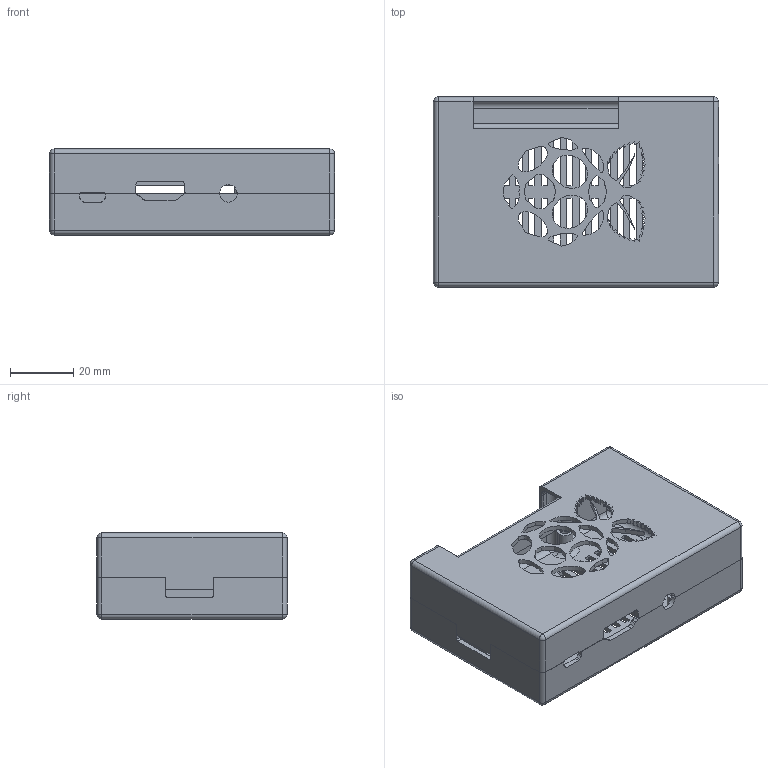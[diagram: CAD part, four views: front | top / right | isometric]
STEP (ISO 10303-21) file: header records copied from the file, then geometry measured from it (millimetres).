
FILE_DESCRIPTION (( 'STEP AP214' ), '1' );
FILE_NAME ('Raspberrypi b enclosure.STEP', '2018-04-19T10:49:30', ( '' ), ( '' ), 'SwSTEP 2.0', 'SolidWorks 2017', '' );
FILE_SCHEMA (( 'AUTOMOTIVE_DESIGN' ));
Length unit declared in the file: millimetre
Products named in the file (3): bottom_cover; Raspberrypi b enclosure; top_cover_2
Assembly tree (2 placements, depth 2):
  Raspberrypi b enclosure
    bottom_cover
    top_cover_2
Bounding box: 90 x 60 x 27.17 mm (x, y, z)
Volume: 24121.8 mm3; surface area: 33510.3 mm2
Topology: 2 solids, 2 shells, 880 faces, 2517 edges, 1618 vertices
Faces by surface type: plane 474, cylinder 337, sphere 27, bspline 22, torus 20
Entity records: 29459 total; most frequent: CARTESIAN_POINT 5991, ORIENTED_EDGE 4972, DIRECTION 4827, EDGE_CURVE 2486, LINE 1709, VECTOR 1709, VERTEX_POINT 1618, AXIS2_PLACEMENT_3D 1559
